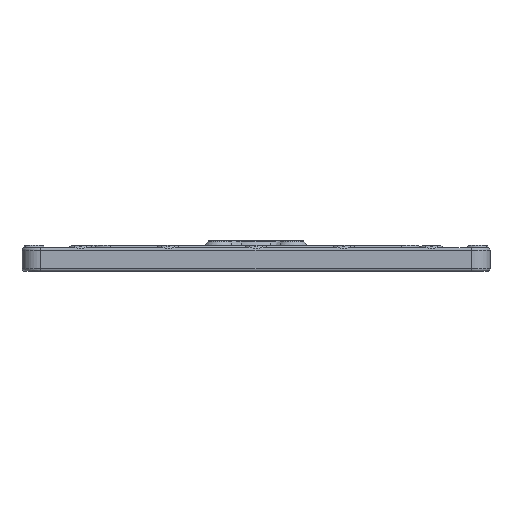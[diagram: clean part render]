
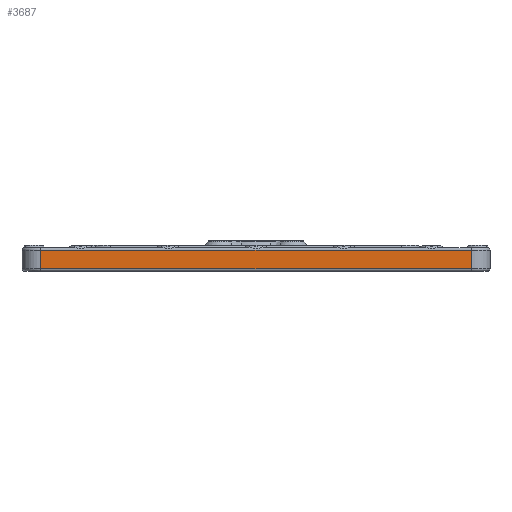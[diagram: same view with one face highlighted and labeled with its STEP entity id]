
A CAD part, front view. The second image highlights one B-rep face of the part: STEP entity #3687.
In plain terms, the highlighted planar face has unit normal (0, -1, 0).
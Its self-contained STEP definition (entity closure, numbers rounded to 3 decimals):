
#1249 = CARTESIAN_POINT ( 'NONE',  ( -92., -81.75, -328.904 ) ) ;
#1809 = EDGE_CURVE ( 'NONE', #16293, #6214, #5576, .T. ) ;
#3068 = VERTEX_POINT ( 'NONE', #19514 ) ;
#3516 = ORIENTED_EDGE ( 'NONE', *, *, #6591, .T. ) ;
#3687 = ADVANCED_FACE ( 'NONE', ( #3850 ), #4056, .T. ) ;
#3850 = FACE_OUTER_BOUND ( 'NONE', #15777, .T. ) ;
#3881 = LINE ( 'NONE', #5288, #11714 ) ;
#4056 = PLANE ( 'NONE',  #4272 ) ;
#4272 = AXIS2_PLACEMENT_3D ( 'NONE', #10184, #8267, #14412 ) ;
#5269 = CARTESIAN_POINT ( 'NONE',  ( -100., -81.75, -1. ) ) ;
#5288 = CARTESIAN_POINT ( 'NONE',  ( 0., -81.75, -9. ) ) ;
#5504 = CARTESIAN_POINT ( 'NONE',  ( 92., -81.75, -1. ) ) ;
#5576 = LINE ( 'NONE', #10107, #10335 ) ;
#6214 = VERTEX_POINT ( 'NONE', #5504 ) ;
#6581 = DIRECTION ( 'NONE',  ( -1., 0., 0. ) ) ;
#6584 = ORIENTED_EDGE ( 'NONE', *, *, #1809, .T. ) ;
#6591 = EDGE_CURVE ( 'NONE', #3068, #16293, #3881, .T. ) ;
#6771 = LINE ( 'NONE', #5269, #10498 ) ;
#8267 = DIRECTION ( 'NONE',  ( 0., -1., 0. ) ) ;
#8279 = EDGE_CURVE ( 'NONE', #6214, #8427, #6771, .T. ) ;
#8427 = VERTEX_POINT ( 'NONE', #19348 ) ;
#8727 = ORIENTED_EDGE ( 'NONE', *, *, #8279, .T. ) ;
#10107 = CARTESIAN_POINT ( 'NONE',  ( 92., -81.75, -1. ) ) ;
#10184 = CARTESIAN_POINT ( 'NONE',  ( 0., -81.75, -328.904 ) ) ;
#10335 = VECTOR ( 'NONE', #13225, 1000. ) ;
#10498 = VECTOR ( 'NONE', #6581, 1000. ) ;
#11714 = VECTOR ( 'NONE', #18971, 1000. ) ;
#12017 = LINE ( 'NONE', #1249, #13891 ) ;
#13225 = DIRECTION ( 'NONE',  ( 0., 0., 1. ) ) ;
#13891 = VECTOR ( 'NONE', #19661, 1000. ) ;
#14412 = DIRECTION ( 'NONE',  ( 0., 0., -1. ) ) ;
#14513 = EDGE_CURVE ( 'NONE', #8427, #3068, #12017, .T. ) ;
#15777 = EDGE_LOOP ( 'NONE', ( #3516, #6584, #8727, #16978 ) ) ;
#16293 = VERTEX_POINT ( 'NONE', #18689 ) ;
#16978 = ORIENTED_EDGE ( 'NONE', *, *, #14513, .T. ) ;
#18689 = CARTESIAN_POINT ( 'NONE',  ( 92., -81.75, -9. ) ) ;
#18971 = DIRECTION ( 'NONE',  ( 1., 0., 0. ) ) ;
#19348 = CARTESIAN_POINT ( 'NONE',  ( -92., -81.75, -1. ) ) ;
#19514 = CARTESIAN_POINT ( 'NONE',  ( -92., -81.75, -9. ) ) ;
#19661 = DIRECTION ( 'NONE',  ( 0., 0., -1. ) ) ;
